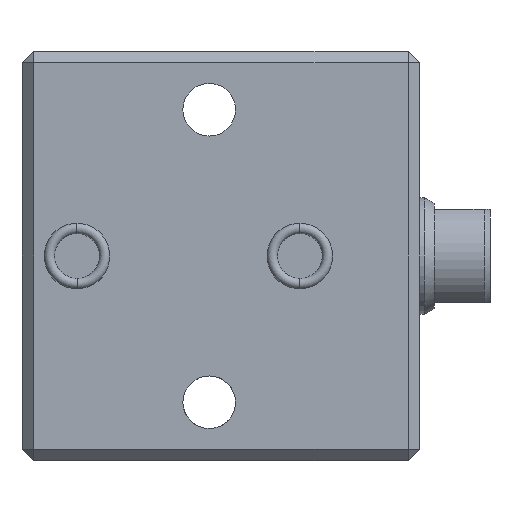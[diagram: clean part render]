
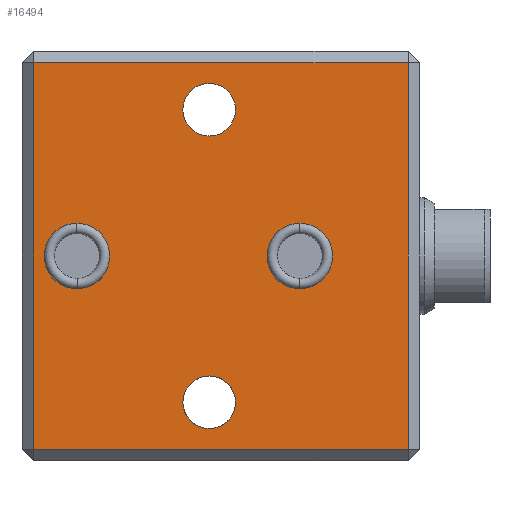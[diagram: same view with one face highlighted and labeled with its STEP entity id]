
A CAD part, front view. The second image highlights one B-rep face of the part: STEP entity #16494.
In plain terms, the highlighted planar face has unit normal (0, -1, 0).
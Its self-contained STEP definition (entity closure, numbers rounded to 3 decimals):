
#87 = CIRCLE ( 'NONE', #3474, 4.5 ) ;
#222 = CARTESIAN_POINT ( 'NONE',  ( -118.59, -14.843, 132.934 ) ) ;
#472 = CARTESIAN_POINT ( 'NONE',  ( -84.59, -14.843, 140.934 ) ) ;
#659 = DIRECTION ( 'NONE',  ( 0., -1., 0. ) ) ;
#845 = ORIENTED_EDGE ( 'NONE', *, *, #9738, .T. ) ;
#983 = CARTESIAN_POINT ( 'NONE',  ( -141.19, -14.843, 107.934 ) ) ;
#1558 = ORIENTED_EDGE ( 'NONE', *, *, #18630, .T. ) ;
#1575 = AXIS2_PLACEMENT_3D ( 'NONE', #22733, #8406, #17282 ) ;
#1599 = DIRECTION ( 'NONE',  ( 0., 0., 1. ) ) ;
#1950 = LINE ( 'NONE', #10591, #5720 ) ;
#2071 = CARTESIAN_POINT ( 'NONE',  ( -148.59, -14.843, 142.934 ) ) ;
#2112 = AXIS2_PLACEMENT_3D ( 'NONE', #7646, #16527, #13107 ) ;
#2170 = ORIENTED_EDGE ( 'NONE', *, *, #7841, .T. ) ;
#2171 = EDGE_CURVE ( 'NONE', #21976, #3762, #15854, .T. ) ;
#2462 = VERTEX_POINT ( 'NONE', #20365 ) ;
#2733 = CARTESIAN_POINT ( 'NONE',  ( -118.59, -14.843, 82.934 ) ) ;
#2840 = CARTESIAN_POINT ( 'NONE',  ( -148.59, -14.843, 74.934 ) ) ;
#3054 = CIRCLE ( 'NONE', #14776, 4.5 ) ;
#3121 = VERTEX_POINT ( 'NONE', #7524 ) ;
#3201 = CARTESIAN_POINT ( 'NONE',  ( -118.59, -14.843, 137.434 ) ) ;
#3470 = CARTESIAN_POINT ( 'NONE',  ( -118.59, -14.843, 78.434 ) ) ;
#3474 = AXIS2_PLACEMENT_3D ( 'NONE', #4826, #12050, #19264 ) ;
#3493 = DIRECTION ( 'NONE',  ( 0., -1., 0. ) ) ;
#3629 = VERTEX_POINT ( 'NONE', #22181 ) ;
#3699 = DIRECTION ( 'NONE',  ( 0., -1., 0. ) ) ;
#3762 = VERTEX_POINT ( 'NONE', #10997 ) ;
#3851 = FACE_BOUND ( 'NONE', #12561, .T. ) ;
#4181 = DIRECTION ( 'NONE',  ( 0., 0., -1. ) ) ;
#4477 = CARTESIAN_POINT ( 'NONE',  ( -141.19, -14.843, 102.334 ) ) ;
#4766 = DIRECTION ( 'NONE',  ( 0., 0., -1. ) ) ;
#4810 = VERTEX_POINT ( 'NONE', #23335 ) ;
#4826 = CARTESIAN_POINT ( 'NONE',  ( -118.59, -14.843, 132.934 ) ) ;
#5351 = CIRCLE ( 'NONE', #1575, 4.5 ) ;
#5473 = EDGE_CURVE ( 'NONE', #2462, #18940, #1950, .T. ) ;
#5654 = DIRECTION ( 'NONE',  ( 0., 1., 0. ) ) ;
#5715 = CIRCLE ( 'NONE', #8735, 5.6 ) ;
#5720 = VECTOR ( 'NONE', #1599, 1000. ) ;
#5873 = FACE_BOUND ( 'NONE', #8181, .T. ) ;
#5961 = EDGE_CURVE ( 'NONE', #17484, #2462, #10652, .T. ) ;
#6212 = CARTESIAN_POINT ( 'NONE',  ( -103.09, -14.843, 107.934 ) ) ;
#6705 = CARTESIAN_POINT ( 'NONE',  ( -141.19, -14.843, 107.934 ) ) ;
#7011 = ORIENTED_EDGE ( 'NONE', *, *, #9587, .F. ) ;
#7524 = CARTESIAN_POINT ( 'NONE',  ( -118.59, -14.843, 128.434 ) ) ;
#7605 = EDGE_LOOP ( 'NONE', ( #11943, #845 ) ) ;
#7646 = CARTESIAN_POINT ( 'NONE',  ( -150.59, -14.843, 142.934 ) ) ;
#7841 = EDGE_CURVE ( 'NONE', #20058, #3121, #3054, .T. ) ;
#7986 = EDGE_CURVE ( 'NONE', #3762, #21976, #5715, .T. ) ;
#8181 = EDGE_LOOP ( 'NONE', ( #16420, #7011 ) ) ;
#8406 = DIRECTION ( 'NONE',  ( 0., 1., 0. ) ) ;
#8531 = DIRECTION ( 'NONE',  ( 1., 0., 0. ) ) ;
#8735 = AXIS2_PLACEMENT_3D ( 'NONE', #16130, #3699, #10931 ) ;
#8832 = VECTOR ( 'NONE', #4181, 1000. ) ;
#9319 = FACE_BOUND ( 'NONE', #9994, .T. ) ;
#9587 = EDGE_CURVE ( 'NONE', #4810, #21844, #18982, .T. ) ;
#9738 = EDGE_CURVE ( 'NONE', #21338, #3629, #5351, .T. ) ;
#9994 = EDGE_LOOP ( 'NONE', ( #2170, #17540 ) ) ;
#10127 = EDGE_CURVE ( 'NONE', #3121, #20058, #87, .T. ) ;
#10591 = CARTESIAN_POINT ( 'NONE',  ( -84.59, -14.843, 142.934 ) ) ;
#10652 = LINE ( 'NONE', #13974, #12916 ) ;
#10699 = AXIS2_PLACEMENT_3D ( 'NONE', #2733, #16844, #17292 ) ;
#10931 = DIRECTION ( 'NONE',  ( 0., 0., -1. ) ) ;
#10997 = CARTESIAN_POINT ( 'NONE',  ( -103.09, -14.843, 113.534 ) ) ;
#11083 = FACE_BOUND ( 'NONE', #7605, .T. ) ;
#11402 = ORIENTED_EDGE ( 'NONE', *, *, #7986, .F. ) ;
#11943 = ORIENTED_EDGE ( 'NONE', *, *, #12729, .T. ) ;
#12050 = DIRECTION ( 'NONE',  ( 0., 1., 0. ) ) ;
#12561 = EDGE_LOOP ( 'NONE', ( #16430, #11402 ) ) ;
#12729 = EDGE_CURVE ( 'NONE', #3629, #21338, #12996, .T. ) ;
#12916 = VECTOR ( 'NONE', #8531, 1000. ) ;
#12925 = ORIENTED_EDGE ( 'NONE', *, *, #23295, .T. ) ;
#12996 = CIRCLE ( 'NONE', #10699, 4.5 ) ;
#13107 = DIRECTION ( 'NONE',  ( 0., 0., 1. ) ) ;
#13556 = DIRECTION ( 'NONE',  ( 0., 0., -1. ) ) ;
#13974 = CARTESIAN_POINT ( 'NONE',  ( -150.59, -14.843, 74.934 ) ) ;
#14585 = VECTOR ( 'NONE', #23326, 1000. ) ;
#14776 = AXIS2_PLACEMENT_3D ( 'NONE', #222, #5654, #15011 ) ;
#15011 = DIRECTION ( 'NONE',  ( 0., 0., 1. ) ) ;
#15314 = CIRCLE ( 'NONE', #23245, 5.6 ) ;
#15459 = EDGE_CURVE ( 'NONE', #21844, #4810, #15314, .T. ) ;
#15558 = AXIS2_PLACEMENT_3D ( 'NONE', #983, #17544, #4766 ) ;
#15620 = CARTESIAN_POINT ( 'NONE',  ( -148.59, -14.843, 140.934 ) ) ;
#15854 = CIRCLE ( 'NONE', #17744, 5.6 ) ;
#16130 = CARTESIAN_POINT ( 'NONE',  ( -103.09, -14.843, 107.934 ) ) ;
#16158 = DIRECTION ( 'NONE',  ( 0., 0., -1. ) ) ;
#16286 = CARTESIAN_POINT ( 'NONE',  ( -103.09, -14.843, 102.334 ) ) ;
#16346 = CARTESIAN_POINT ( 'NONE',  ( -150.59, -14.843, 140.934 ) ) ;
#16420 = ORIENTED_EDGE ( 'NONE', *, *, #15459, .F. ) ;
#16430 = ORIENTED_EDGE ( 'NONE', *, *, #2171, .F. ) ;
#16494 = ADVANCED_FACE ( 'NONE', ( #20076, #5873, #3851, #11083, #9319 ), #18430, .F. ) ;
#16527 = DIRECTION ( 'NONE',  ( 0., 1., 0. ) ) ;
#16615 = LINE ( 'NONE', #2071, #8832 ) ;
#16844 = DIRECTION ( 'NONE',  ( 0., 1., 0. ) ) ;
#17282 = DIRECTION ( 'NONE',  ( 0., 0., 1. ) ) ;
#17292 = DIRECTION ( 'NONE',  ( 0., 0., 1. ) ) ;
#17484 = VERTEX_POINT ( 'NONE', #2840 ) ;
#17540 = ORIENTED_EDGE ( 'NONE', *, *, #10127, .T. ) ;
#17544 = DIRECTION ( 'NONE',  ( 0., -1., 0. ) ) ;
#17647 = VERTEX_POINT ( 'NONE', #15620 ) ;
#17680 = ORIENTED_EDGE ( 'NONE', *, *, #5961, .T. ) ;
#17744 = AXIS2_PLACEMENT_3D ( 'NONE', #6212, #659, #13556 ) ;
#18430 = PLANE ( 'NONE',  #2112 ) ;
#18630 = EDGE_CURVE ( 'NONE', #17647, #17484, #16615, .T. ) ;
#18940 = VERTEX_POINT ( 'NONE', #472 ) ;
#18982 = CIRCLE ( 'NONE', #15558, 5.6 ) ;
#19264 = DIRECTION ( 'NONE',  ( 0., 0., 1. ) ) ;
#19478 = EDGE_LOOP ( 'NONE', ( #1558, #17680, #20662, #12925 ) ) ;
#20058 = VERTEX_POINT ( 'NONE', #3201 ) ;
#20076 = FACE_OUTER_BOUND ( 'NONE', #19478, .T. ) ;
#20365 = CARTESIAN_POINT ( 'NONE',  ( -84.59, -14.843, 74.934 ) ) ;
#20662 = ORIENTED_EDGE ( 'NONE', *, *, #5473, .T. ) ;
#21338 = VERTEX_POINT ( 'NONE', #3470 ) ;
#21844 = VERTEX_POINT ( 'NONE', #4477 ) ;
#21976 = VERTEX_POINT ( 'NONE', #16286 ) ;
#22181 = CARTESIAN_POINT ( 'NONE',  ( -118.59, -14.843, 87.434 ) ) ;
#22733 = CARTESIAN_POINT ( 'NONE',  ( -118.59, -14.843, 82.934 ) ) ;
#23207 = LINE ( 'NONE', #16346, #14585 ) ;
#23245 = AXIS2_PLACEMENT_3D ( 'NONE', #6705, #3493, #16158 ) ;
#23295 = EDGE_CURVE ( 'NONE', #18940, #17647, #23207, .T. ) ;
#23326 = DIRECTION ( 'NONE',  ( -1., 0., 0. ) ) ;
#23335 = CARTESIAN_POINT ( 'NONE',  ( -141.19, -14.843, 113.534 ) ) ;
